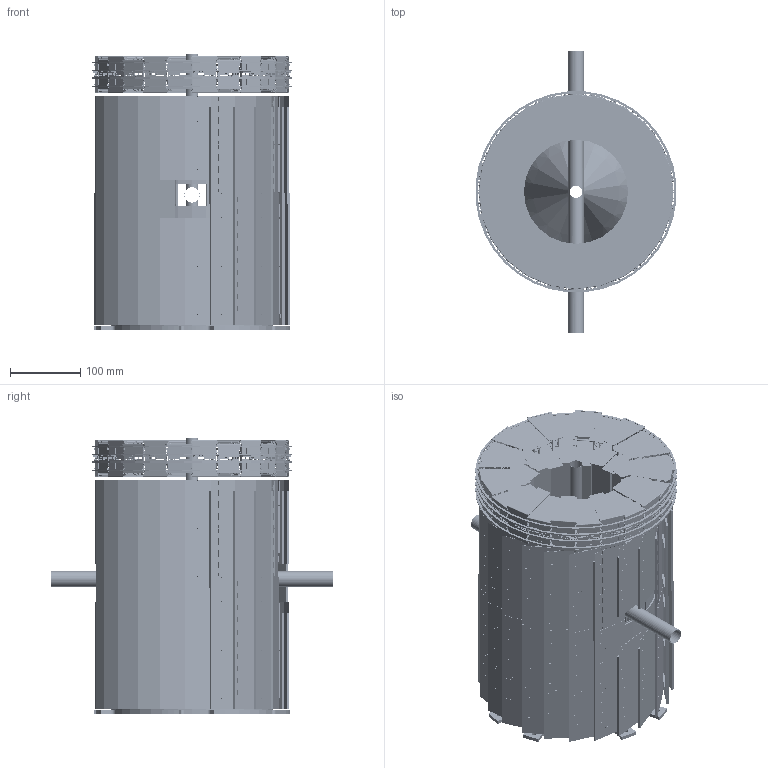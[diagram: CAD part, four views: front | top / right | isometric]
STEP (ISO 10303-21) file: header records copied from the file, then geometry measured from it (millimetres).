
FILE_DESCRIPTION((''),'2;1');
FILE_NAME('Sv-3.1.stp','2009-04-17T17:34:31',('thomas'),(''),'Autodesk Inventor 2008','Autodesk Inventor 2008','');
FILE_SCHEMA(('AUTOMOTIVE_DESIGN { 1 0 10303 214 1 1 1 1 }'));
Length unit declared in the file: millimetre
Products named in the file (62): Sv-3; Fwd; Sup_Mvd_Fwd; Strip_Ldk_5-6; Strip_Smod_N2_Trap_S; Strip_Mod_2Sens_Trap_S; Strip_Cable_PA; Sup_Dk_Pcb_S; Strip_Cable_B; Strip_Sens_TrapM; StripActive_TrapM; StripPassive_TrapM_TopBottom; StripPassive_TrapM_LeftRight; Strip_Fe_Apv; Cooling_Pipe_2x33; Connector_50Pin; Connector_HV; Sup_Dk_FWD_Holder; Sup_Dk_Smod_S; Strip_Smod_N2_Trap_L; Strip_Mod_1Sens_Trap_L; Sup_Dk_Pcb_L; Sup_Dk_Smod_L; Hshell; Strip_Bl3; Strip_Smod_N4_Rect_L; Strip_Mod_2Sens_RectL; Strip_Sens_RectL; StripActive_RectL; StripPassive_RectL_Rside; StripPassive_RectL_Zside; Sup_2Sens_RectL; Sup_2Sens_RectL_Rside; Sup_2Sens_RectL_Zside; Pa_RectLside; Pa_RectSside; Strip_Smod_N4_Rect_S; Strip_Mod_2Sens_RectM; Strip_Sens_RectS; StripActive_RectS ...
Assembly tree (236 placements, depth 7):
  Sv-3
    Fwd  x2
      Sup_Mvd_Fwd
      Strip_Ldk_5-6
        Sv-3  x2
        Strip_Smod_N2_Trap_S  x6
          Sv-3
          Strip_Mod_2Sens_Trap_S
            Strip_Cable_PA  x2
            Sup_Dk_Pcb_S
            Strip_Cable_B  x2
            Strip_Sens_TrapM  x2
              StripActive_TrapM
              StripPassive_TrapM_TopBottom
              StripPassive_TrapM_LeftRight
            Strip_Fe_Apv  x16
            Cooling_Pipe_2x33  x4
            Connector_50Pin  x2
            Connector_HV  x2
          Sup_Dk_FWD_Holder
          Sup_Dk_Smod_S
        Strip_Smod_N2_Trap_L  x6
          Sv-3
          Strip_Mod_1Sens_Trap_L
            Strip_Cable_PA  x2
            Sup_Dk_Pcb_L
            Strip_Cable_B  x2
            Strip_Sens_TrapM  x2
              StripActive_TrapM
              StripPassive_TrapM_TopBottom
              StripPassive_TrapM_LeftRight
            Strip_Fe_Apv  x16
            Connector_50Pin  x2
            Connector_HV  x2
            Cooling_Pipe_2x33  x4
          Sup_Dk_FWD_Holder
          Sup_Dk_Smod_L
    Hshell  x2
      Strip_Bl3
        Strip_Smod_N4_Rect_L  x8
          Strip_Mod_2Sens_RectL
            Strip_Sens_RectL  x2
              StripActive_RectL
              StripPassive_RectL_Rside
              StripPassive_RectL_Zside
            Sup_2Sens_RectL
              Sup_2Sens_RectL_Rside
              Sup_2Sens_RectL_Zside
            Pa_RectLside  x8
            Strip_Fe_Apv  x10
            Pa_RectSside  x2
        Sv-3  x2
        Strip_Smod_N4_Rect_S  x2
          Strip_Mod_2Sens_RectM
            Strip_Sens_RectL
              StripActive_RectL
              StripPassive_RectL_Rside
              StripPassive_RectL_Zside
            Strip_Sens_RectS
              StripActive_RectS
Bounding box: 285.12 x 400 x 391.65 mm (x, y, z)
Volume: 1741074.6 mm3; surface area: 3302232.4 mm2
Topology: 4319 solids, 4319 shells, 33218 faces, 75258 edges, 50607 vertices
Faces by surface type: plane 29941, bspline 2400, cylinder 875, cone 2
Full cylindrical faces by diameter (mm): 1 x240, 1.8 x96, 2 x96, 2.5 x48, 7 x8, 17.6 x2, 18 x2, 21.6 x1, 22 x1, 159.6 x1
Entity records: 25076 total; most frequent: CARTESIAN_POINT 4938, DIRECTION 3810, ORIENTED_EDGE 3320, EDGE_CURVE 1660, VECTOR 1382, LINE 1382, AXIS2_PLACEMENT_3D 1214, VERTEX_POINT 1138
